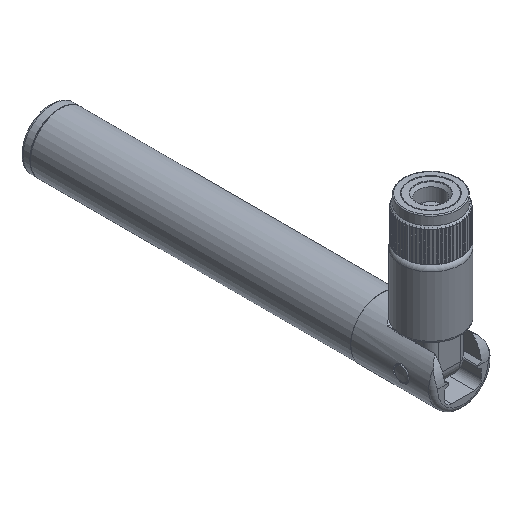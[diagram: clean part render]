
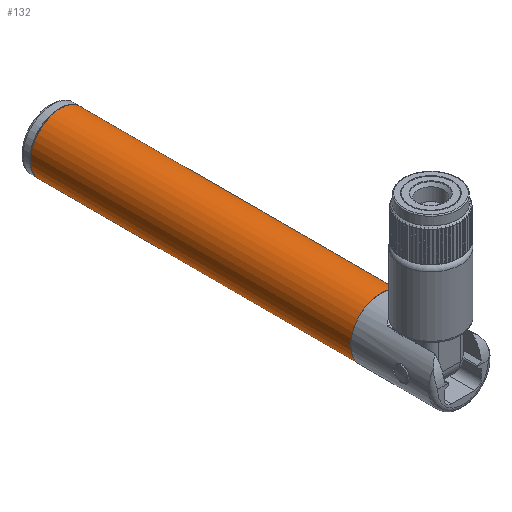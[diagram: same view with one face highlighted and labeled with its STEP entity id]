
A CAD part, isometric view. The second image highlights one B-rep face of the part: STEP entity #132.
In plain terms, the highlighted cylindrical face has radius 6.45 mm (diameter 12.9 mm), a full revolution.
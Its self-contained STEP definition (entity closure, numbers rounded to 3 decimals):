
#132 = ADVANCED_FACE ( 'NONE', ( #2236, #5985 ), #2019, .T. ) ;
#1391 = AXIS2_PLACEMENT_3D ( 'NONE', #2367, #7639, #3126 ) ;
#1926 = CARTESIAN_POINT ( 'NONE',  ( 0., 72., 0. ) ) ;
#2019 = CYLINDRICAL_SURFACE ( 'NONE', #3627, 6.45 ) ;
#2118 = CARTESIAN_POINT ( 'NONE',  ( 0., 0., 6.45 ) ) ;
#2236 = FACE_OUTER_BOUND ( 'NONE', #7528, .T. ) ;
#2367 = CARTESIAN_POINT ( 'NONE',  ( 0., 69.92, 0. ) ) ;
#2654 = DIRECTION ( 'NONE',  ( 0., 0., 1. ) ) ;
#3126 = DIRECTION ( 'NONE',  ( 0., 0., 1. ) ) ;
#3223 = DIRECTION ( 'NONE',  ( 0., 1., 0. ) ) ;
#3609 = EDGE_LOOP ( 'NONE', ( #6838 ) ) ;
#3627 = AXIS2_PLACEMENT_3D ( 'NONE', #1926, #6401, #2654 ) ;
#4571 = EDGE_CURVE ( 'NONE', #6742, #6742, #8054, .T. ) ;
#5810 = AXIS2_PLACEMENT_3D ( 'NONE', #7734, #3223, #8497 ) ;
#5985 = FACE_OUTER_BOUND ( 'NONE', #3609, .T. ) ;
#6401 = DIRECTION ( 'NONE',  ( 0., 1., 0. ) ) ;
#6742 = VERTEX_POINT ( 'NONE', #8111 ) ;
#6838 = ORIENTED_EDGE ( 'NONE', *, *, #7241, .T. ) ;
#6990 = VERTEX_POINT ( 'NONE', #2118 ) ;
#7241 = EDGE_CURVE ( 'NONE', #6990, #6990, #9131, .T. ) ;
#7528 = EDGE_LOOP ( 'NONE', ( #8877 ) ) ;
#7639 = DIRECTION ( 'NONE',  ( 0., 1., 0. ) ) ;
#7734 = CARTESIAN_POINT ( 'NONE',  ( 0., 0., 0. ) ) ;
#8054 = CIRCLE ( 'NONE', #1391, 6.45 ) ;
#8111 = CARTESIAN_POINT ( 'NONE',  ( 0., 69.92, 6.45 ) ) ;
#8497 = DIRECTION ( 'NONE',  ( 0., 0., 1. ) ) ;
#8877 = ORIENTED_EDGE ( 'NONE', *, *, #4571, .F. ) ;
#9131 = CIRCLE ( 'NONE', #5810, 6.45 ) ;
